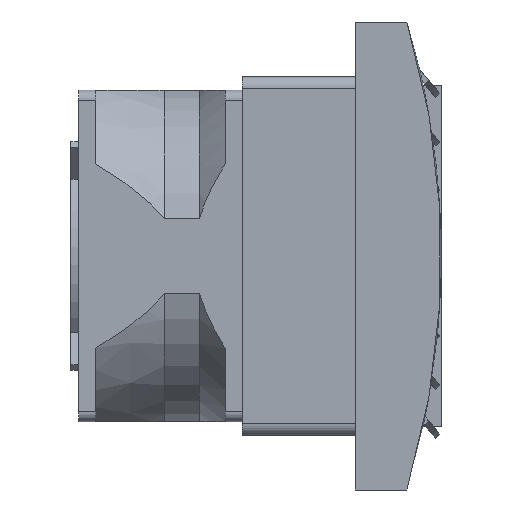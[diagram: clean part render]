
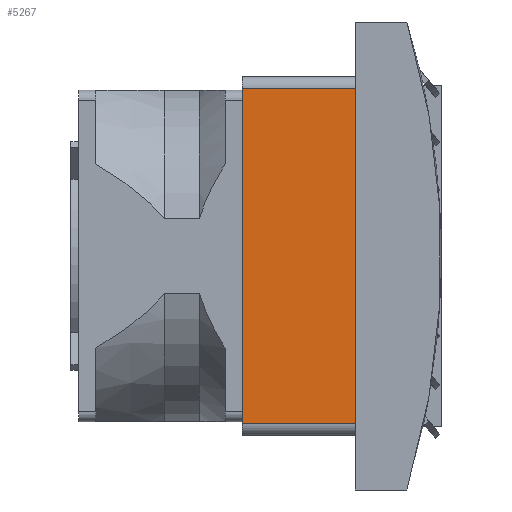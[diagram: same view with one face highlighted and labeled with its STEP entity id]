
A CAD part, left-side view. The second image highlights one B-rep face of the part: STEP entity #5267.
In plain terms, the highlighted planar face has unit normal (-1, 0, 0).
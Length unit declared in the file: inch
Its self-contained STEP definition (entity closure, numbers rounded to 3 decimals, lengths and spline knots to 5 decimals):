
#1041 = DIRECTION ( 'NONE',  ( 0., -1., 0. ) ) ;
#1183 = EDGE_CURVE ( 'NONE', #3014, #15116, #6127, .T. ) ;
#1206 = EDGE_CURVE ( 'NONE', #15116, #2619, #2454, .T. ) ;
#1275 = DIRECTION ( 'NONE',  ( -1., 0., 0. ) ) ;
#1965 = LINE ( 'NONE', #2560, #2387 ) ;
#2372 = CARTESIAN_POINT ( 'NONE',  ( -1.81102, 0., 0. ) ) ;
#2387 = VECTOR ( 'NONE', #1041, 39.37008 ) ;
#2454 = LINE ( 'NONE', #10765, #8346 ) ;
#2560 = CARTESIAN_POINT ( 'NONE',  ( -1.81102, 0., -1.69291 ) ) ;
#2619 = VERTEX_POINT ( 'NONE', #14272 ) ;
#3014 = VERTEX_POINT ( 'NONE', #9424 ) ;
#5267 = ADVANCED_FACE ( 'NONE', ( #12939 ), #5302, .T. ) ;
#5302 = PLANE ( 'NONE',  #7623 ) ;
#6115 = EDGE_CURVE ( 'NONE', #11286, #3014, #13541, .T. ) ;
#6127 = LINE ( 'NONE', #11279, #14404 ) ;
#6193 = ORIENTED_EDGE ( 'NONE', *, *, #6244, .T. ) ;
#6240 = ORIENTED_EDGE ( 'NONE', *, *, #1206, .T. ) ;
#6244 = EDGE_CURVE ( 'NONE', #2619, #11286, #1965, .T. ) ;
#7623 = AXIS2_PLACEMENT_3D ( 'NONE', #14295, #1275, #15424 ) ;
#8337 = DIRECTION ( 'NONE',  ( 0., 0., -1. ) ) ;
#8346 = VECTOR ( 'NONE', #8337, 39.37008 ) ;
#9099 = EDGE_LOOP ( 'NONE', ( #13564, #13786, #6240, #6193 ) ) ;
#9424 = CARTESIAN_POINT ( 'NONE',  ( -1.81102, 0., 1.69291 ) ) ;
#10491 = VECTOR ( 'NONE', #13819, 39.37008 ) ;
#10765 = CARTESIAN_POINT ( 'NONE',  ( -1.81102, 1.14173, 0. ) ) ;
#11279 = CARTESIAN_POINT ( 'NONE',  ( -1.81102, 0., 1.69291 ) ) ;
#11286 = VERTEX_POINT ( 'NONE', #12101 ) ;
#12101 = CARTESIAN_POINT ( 'NONE',  ( -1.81102, 0., -1.69291 ) ) ;
#12939 = FACE_OUTER_BOUND ( 'NONE', #9099, .T. ) ;
#13541 = LINE ( 'NONE', #2372, #10491 ) ;
#13564 = ORIENTED_EDGE ( 'NONE', *, *, #6115, .T. ) ;
#13786 = ORIENTED_EDGE ( 'NONE', *, *, #1183, .T. ) ;
#13819 = DIRECTION ( 'NONE',  ( 0., 0., 1. ) ) ;
#14272 = CARTESIAN_POINT ( 'NONE',  ( -1.81102, 1.14173, -1.69291 ) ) ;
#14295 = CARTESIAN_POINT ( 'NONE',  ( -1.81102, 0., 0. ) ) ;
#14404 = VECTOR ( 'NONE', #16510, 39.37008 ) ;
#15116 = VERTEX_POINT ( 'NONE', #15720 ) ;
#15424 = DIRECTION ( 'NONE',  ( 0., -1., 0. ) ) ;
#15720 = CARTESIAN_POINT ( 'NONE',  ( -1.81102, 1.14173, 1.69291 ) ) ;
#16510 = DIRECTION ( 'NONE',  ( 0., 1., 0. ) ) ;
